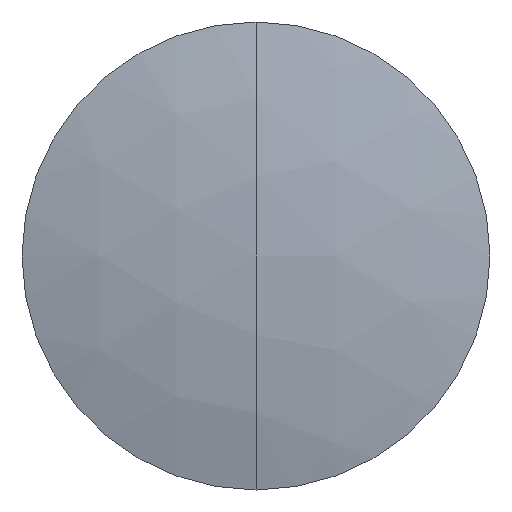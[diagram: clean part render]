
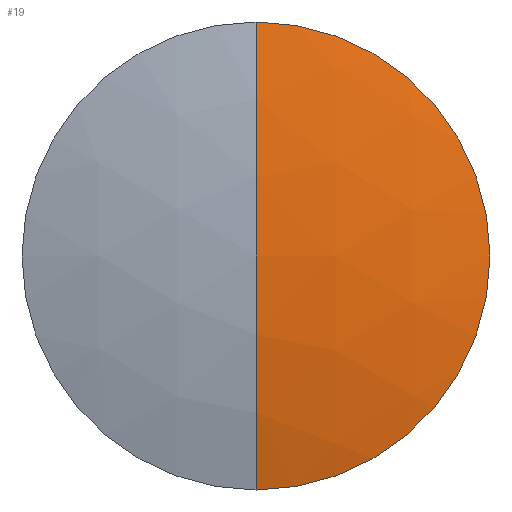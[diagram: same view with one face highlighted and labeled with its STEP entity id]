
A CAD part, left-side view. The second image highlights one B-rep face of the part: STEP entity #19.
In plain terms, the highlighted spherical face has radius 50.885 mm.
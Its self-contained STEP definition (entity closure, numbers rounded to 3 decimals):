
#3 = DIRECTION ( 'NONE',  ( 0., -1., 0. ) ) ;
#12 = EDGE_CURVE ( 'NONE', #187, #328, #207, .T. ) ;
#19 = ADVANCED_FACE ( 'NONE', ( #188 ), #61, .T. ) ;
#46 = AXIS2_PLACEMENT_3D ( 'NONE', #153, #100, #68 ) ;
#52 = DIRECTION ( 'NONE',  ( 0., 0., 1. ) ) ;
#56 = EDGE_LOOP ( 'NONE', ( #152, #272, #273 ) ) ;
#58 = CARTESIAN_POINT ( 'NONE',  ( 97.642, 0., 0. ) ) ;
#61 = SPHERICAL_SURFACE ( 'NONE', #105, 50.885 ) ;
#66 = AXIS2_PLACEMENT_3D ( 'NONE', #101, #347, #52 ) ;
#68 = DIRECTION ( 'NONE',  ( 0., 0., -1. ) ) ;
#81 = CARTESIAN_POINT ( 'NONE',  ( 46.757, 0., 0. ) ) ;
#100 = DIRECTION ( 'NONE',  ( 0., -1., 0. ) ) ;
#101 = CARTESIAN_POINT ( 'NONE',  ( 48.316, 0., 0. ) ) ;
#102 = CIRCLE ( 'NONE', #202, 50.885 ) ;
#105 = AXIS2_PLACEMENT_3D ( 'NONE', #288, #3, #313 ) ;
#116 = CIRCLE ( 'NONE', #46, 50.885 ) ;
#152 = ORIENTED_EDGE ( 'NONE', *, *, #12, .T. ) ;
#153 = CARTESIAN_POINT ( 'NONE',  ( 97.642, 0., 0. ) ) ;
#164 = CARTESIAN_POINT ( 'NONE',  ( 48.316, 0., 12.5 ) ) ;
#172 = DIRECTION ( 'NONE',  ( 0., 0., 1. ) ) ;
#187 = VERTEX_POINT ( 'NONE', #198 ) ;
#188 = FACE_OUTER_BOUND ( 'NONE', #56, .T. ) ;
#198 = CARTESIAN_POINT ( 'NONE',  ( 48.316, 0., -12.5 ) ) ;
#202 = AXIS2_PLACEMENT_3D ( 'NONE', #58, #252, #172 ) ;
#207 = CIRCLE ( 'NONE', #66, 12.5 ) ;
#240 = EDGE_CURVE ( 'NONE', #187, #270, #102, .T. ) ;
#252 = DIRECTION ( 'NONE',  ( 0., 1., 0. ) ) ;
#270 = VERTEX_POINT ( 'NONE', #81 ) ;
#272 = ORIENTED_EDGE ( 'NONE', *, *, #346, .T. ) ;
#273 = ORIENTED_EDGE ( 'NONE', *, *, #240, .F. ) ;
#288 = CARTESIAN_POINT ( 'NONE',  ( 97.642, 0., 0. ) ) ;
#313 = DIRECTION ( 'NONE',  ( 0., 0., -1. ) ) ;
#328 = VERTEX_POINT ( 'NONE', #164 ) ;
#346 = EDGE_CURVE ( 'NONE', #328, #270, #116, .T. ) ;
#347 = DIRECTION ( 'NONE',  ( -1., 0., 0. ) ) ;
